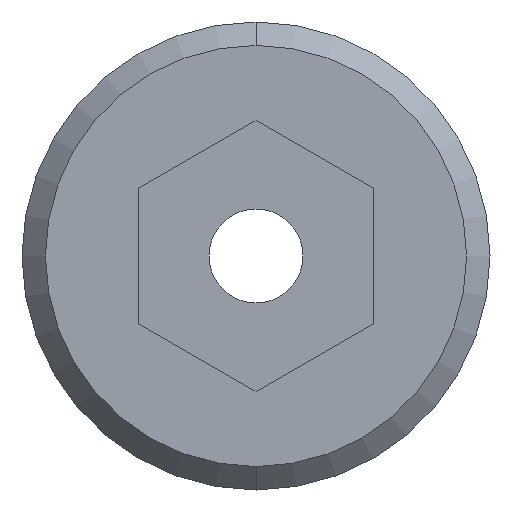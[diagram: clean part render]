
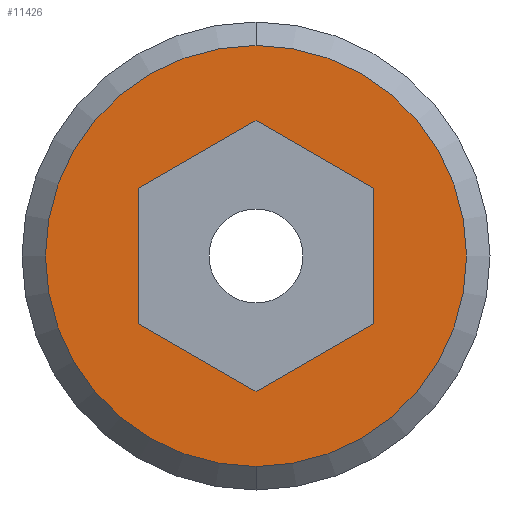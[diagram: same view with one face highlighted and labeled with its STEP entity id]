
A CAD part, left-side view. The second image highlights one B-rep face of the part: STEP entity #11426.
In plain terms, the highlighted planar face has unit normal (-1, 0, 0).
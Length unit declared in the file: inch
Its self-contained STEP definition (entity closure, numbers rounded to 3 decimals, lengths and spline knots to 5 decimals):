
#5203=CARTESIAN_POINT('',(-0.11,0.,0.));
#5204=DIRECTION('',(-1.,0.,0.));
#5205=DIRECTION('',(0.,1.,0.));
#5206=AXIS2_PLACEMENT_3D('',#5203,#5204,#5205);
#5221=DIRECTION('',(0.,0.5,0.866));
#5222=VECTOR('',#5221,0.05196);
#5223=CARTESIAN_POINT('',(-0.11,0.02598,-0.045));
#5224=LINE('',#5223,#5222);
#5225=DIRECTION('',(0.,1.,0.));
#5226=VECTOR('',#5225,0.05196);
#5227=CARTESIAN_POINT('',(-0.11,-0.02598,-0.045));
#5228=LINE('',#5227,#5226);
#5229=DIRECTION('',(0.,0.5,-0.866));
#5230=VECTOR('',#5229,0.05196);
#5231=CARTESIAN_POINT('',(-0.11,-0.05196,0.));
#5232=LINE('',#5231,#5230);
#5233=DIRECTION('',(0.,-0.5,-0.866));
#5234=VECTOR('',#5233,0.05196);
#5235=CARTESIAN_POINT('',(-0.11,-0.02598,0.045));
#5236=LINE('',#5235,#5234);
#5237=DIRECTION('',(0.,-1.,0.));
#5238=VECTOR('',#5237,0.05196);
#5239=CARTESIAN_POINT('',(-0.11,0.02598,0.045));
#5240=LINE('',#5239,#5238);
#5241=DIRECTION('',(0.,-0.5,0.866));
#5242=VECTOR('',#5241,0.05196);
#5243=CARTESIAN_POINT('',(-0.11,0.05196,0.));
#5244=LINE('',#5243,#5242);
#5245=CARTESIAN_POINT('',(-0.11,0.,0.));
#5246=DIRECTION('',(1.,0.,0.));
#5247=DIRECTION('',(0.,1.,0.));
#5248=AXIS2_PLACEMENT_3D('',#5245,#5246,#5247);
#5593=CARTESIAN_POINT('',(-0.11,0.08075,0.));
#5594=CARTESIAN_POINT('',(-0.11,-0.08075,0.));
#5595=VERTEX_POINT('',#5593);
#5596=VERTEX_POINT('',#5594);
#5613=CARTESIAN_POINT('',(-0.11,0.02598,-0.045));
#5614=CARTESIAN_POINT('',(-0.11,0.05196,0.));
#5615=VERTEX_POINT('',#5613);
#5616=VERTEX_POINT('',#5614);
#5617=CARTESIAN_POINT('',(-0.11,-0.02598,-0.045));
#5618=VERTEX_POINT('',#5617);
#5619=CARTESIAN_POINT('',(-0.11,-0.05196,0.));
#5620=VERTEX_POINT('',#5619);
#5621=CARTESIAN_POINT('',(-0.11,-0.02598,0.045));
#5622=VERTEX_POINT('',#5621);
#5623=CARTESIAN_POINT('',(-0.11,0.02598,0.045));
#5624=VERTEX_POINT('',#5623);
#11402=CARTESIAN_POINT('',(-0.11,0.,0.));
#11403=DIRECTION('',(1.,0.,0.));
#11404=DIRECTION('',(0.,-1.,0.));
#11405=AXIS2_PLACEMENT_3D('',#11402,#11403,#11404);
#11406=PLANE('',#11405);
#11407=ORIENTED_EDGE('',*,*,#11392,.F.);
#11409=ORIENTED_EDGE('',*,*,#11408,.T.);
#11410=EDGE_LOOP('',(#11407,#11409));
#11411=FACE_OUTER_BOUND('',#11410,.F.);
#11413=ORIENTED_EDGE('',*,*,#11412,.F.);
#11415=ORIENTED_EDGE('',*,*,#11414,.F.);
#11417=ORIENTED_EDGE('',*,*,#11416,.F.);
#11419=ORIENTED_EDGE('',*,*,#11418,.F.);
#11421=ORIENTED_EDGE('',*,*,#11420,.F.);
#11423=ORIENTED_EDGE('',*,*,#11422,.F.);
#11424=EDGE_LOOP('',(#11413,#11415,#11417,#11419,#11421,#11423));
#11425=FACE_BOUND('',#11424,.F.);
#5207=CIRCLE('',#5206,0.08075);
#5249=CIRCLE('',#5248,0.08075);
#11392=EDGE_CURVE('',#5595,#5596,#5207,.T.);
#11408=EDGE_CURVE('',#5595,#5596,#5249,.T.);
#11412=EDGE_CURVE('',#5615,#5616,#5224,.T.);
#11414=EDGE_CURVE('',#5618,#5615,#5228,.T.);
#11416=EDGE_CURVE('',#5620,#5618,#5232,.T.);
#11418=EDGE_CURVE('',#5622,#5620,#5236,.T.);
#11420=EDGE_CURVE('',#5624,#5622,#5240,.T.);
#11422=EDGE_CURVE('',#5616,#5624,#5244,.T.);
#11426=ADVANCED_FACE('',(#11411,#11425),#11406,.F.);
